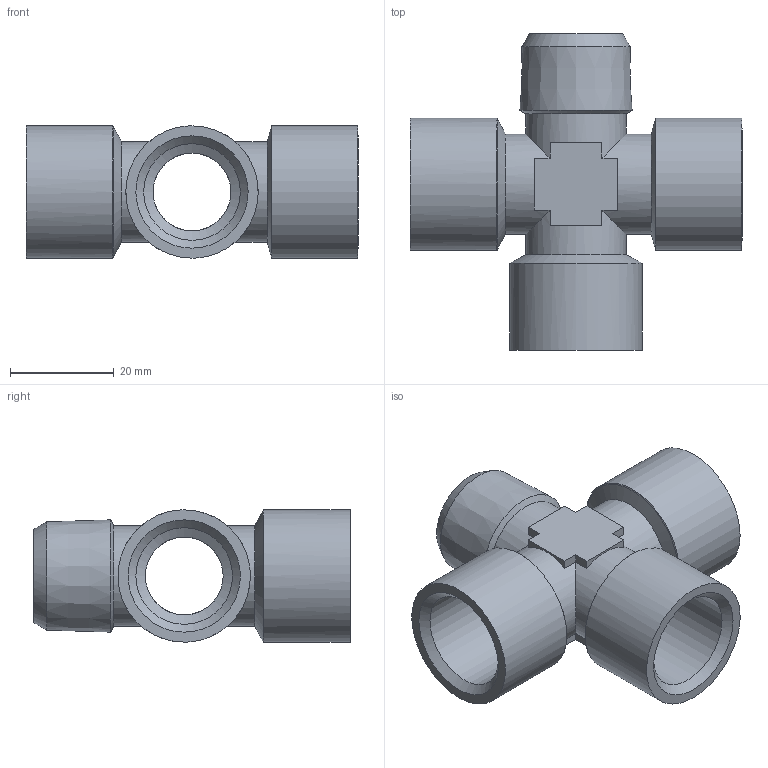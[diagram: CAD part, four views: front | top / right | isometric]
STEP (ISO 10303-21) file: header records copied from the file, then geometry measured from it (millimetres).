
FILE_DESCRIPTION (( 'STEP AP214' ), '1' );
FILE_NAME ('0602500010500A.STEP', '2013-08-08T05:55:50', ( 'ST01' ), ( '' ), 'SwSTEP 2.0', 'SolidWorks 2012', '' );
FILE_SCHEMA (( 'AUTOMOTIVE_DESIGN' ));
Length unit declared in the file: millimetre
Products named in the file (1): 0602500010500A
Bounding box: 64 x 61 x 25.5 mm (x, y, z)
Volume: 19722.5 mm3; surface area: 14141.5 mm2
Topology: 1 solids, 1 shells, 63 faces, 166 edges, 103 vertices
Faces by surface type: plane 30, cylinder 14, cone 13, bspline 6
Full cylindrical faces by diameter (mm): 15 x4, 18.631 x3, 19.3 x4, 25.5 x3
Entity records: 2972 total; most frequent: CARTESIAN_POINT 1596, ORIENTED_EDGE 272, DIRECTION 240, EDGE_CURVE 136, VERTEX_POINT 100, EDGE_LOOP 94, AXIS2_PLACEMENT_3D 88, FACE_OUTER_BOUND 77
